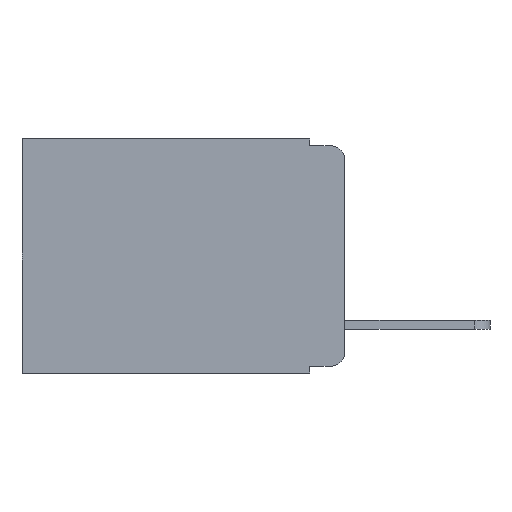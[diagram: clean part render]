
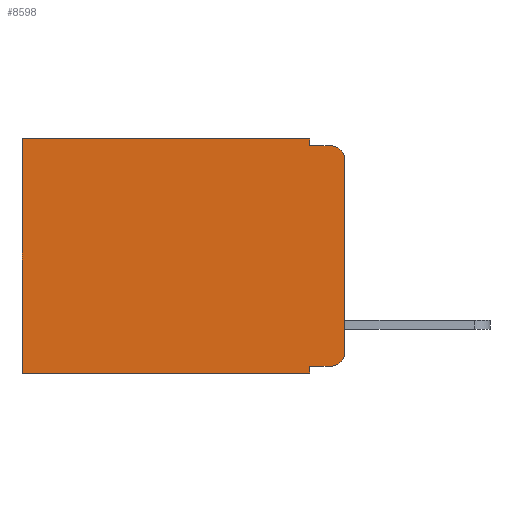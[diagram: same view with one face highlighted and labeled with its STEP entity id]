
A CAD part, left-side view. The second image highlights one B-rep face of the part: STEP entity #8598.
In plain terms, the highlighted planar face has unit normal (-1, 0, 0).
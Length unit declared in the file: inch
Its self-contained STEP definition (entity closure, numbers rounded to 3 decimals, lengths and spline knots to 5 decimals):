
#112 = LINE ( 'NONE', #7760, #14113 ) ;
#404 = EDGE_CURVE ( 'NONE', #5278, #11248, #7768, .T. ) ;
#666 = FACE_OUTER_BOUND ( 'NONE', #2603, .T. ) ;
#682 = ORIENTED_EDGE ( 'NONE', *, *, #14887, .T. ) ;
#738 = DIRECTION ( 'NONE',  ( 0., 0., -1. ) ) ;
#845 = ORIENTED_EDGE ( 'NONE', *, *, #12290, .F. ) ;
#970 = LINE ( 'NONE', #4597, #4944 ) ;
#1080 = CARTESIAN_POINT ( 'NONE',  ( 0.298, 0., 0. ) ) ;
#1346 = DIRECTION ( 'NONE',  ( 0., 1., 0. ) ) ;
#1557 = LINE ( 'NONE', #14537, #17235 ) ;
#1915 = VERTEX_POINT ( 'NONE', #11041 ) ;
#2219 = DIRECTION ( 'NONE',  ( 1., 0., 0. ) ) ;
#2434 = EDGE_CURVE ( 'NONE', #13469, #1915, #12109, .T. ) ;
#2449 = DIRECTION ( 'NONE',  ( 0., 0., -1. ) ) ;
#2603 = EDGE_LOOP ( 'NONE', ( #14920, #9842, #7159, #9674, #17093, #682, #13261, #845, #11296, #17266 ) ) ;
#2645 = VECTOR ( 'NONE', #8635, 39.37008 ) ;
#3209 = CARTESIAN_POINT ( 'NONE',  ( 0.298, 0.051, -0.333 ) ) ;
#3419 = EDGE_CURVE ( 'NONE', #14585, #1915, #16069, .T. ) ;
#3644 = AXIS2_PLACEMENT_3D ( 'NONE', #8584, #10138, #16820 ) ;
#3778 = CARTESIAN_POINT ( 'NONE',  ( 0.298, 0., -0.03 ) ) ;
#4114 = VECTOR ( 'NONE', #8391, 39.37008 ) ;
#4122 = CARTESIAN_POINT ( 'NONE',  ( 0.298, 0., -0.313 ) ) ;
#4597 = CARTESIAN_POINT ( 'NONE',  ( 0.298, 0., -0.343 ) ) ;
#4749 = VECTOR ( 'NONE', #12320, 39.37008 ) ;
#4792 = DIRECTION ( 'NONE',  ( 0., 0., -1. ) ) ;
#4944 = VECTOR ( 'NONE', #16635, 39.37008 ) ;
#4998 = CARTESIAN_POINT ( 'NONE',  ( 0.298, 0.051, -0.343 ) ) ;
#5016 = CARTESIAN_POINT ( 'NONE',  ( 0.298, 0.02, -0.03 ) ) ;
#5278 = VERTEX_POINT ( 'NONE', #8504 ) ;
#5391 = VERTEX_POINT ( 'NONE', #9610 ) ;
#5613 = VERTEX_POINT ( 'NONE', #4998 ) ;
#6235 = PLANE ( 'NONE',  #11123 ) ;
#6638 = LINE ( 'NONE', #12372, #4749 ) ;
#7159 = ORIENTED_EDGE ( 'NONE', *, *, #3419, .F. ) ;
#7347 = CARTESIAN_POINT ( 'NONE',  ( 0.298, 0.473, 0. ) ) ;
#7656 = EDGE_CURVE ( 'NONE', #13469, #14748, #112, .T. ) ;
#7699 = DIRECTION ( 'NONE',  ( 0., 0., -1. ) ) ;
#7760 = CARTESIAN_POINT ( 'NONE',  ( 0.298, 0., 0. ) ) ;
#7768 = LINE ( 'NONE', #8546, #14699 ) ;
#7878 = LINE ( 'NONE', #7347, #8709 ) ;
#8391 = DIRECTION ( 'NONE',  ( 0., -1., 0. ) ) ;
#8477 = LINE ( 'NONE', #16732, #2645 ) ;
#8504 = CARTESIAN_POINT ( 'NONE',  ( 0.298, 0.051, 0. ) ) ;
#8546 = CARTESIAN_POINT ( 'NONE',  ( 0.298, 0., 0. ) ) ;
#8584 = CARTESIAN_POINT ( 'NONE',  ( 0.298, 0.02, -0.313 ) ) ;
#8598 = ADVANCED_FACE ( 'NONE', ( #666 ), #6235, .F. ) ;
#8635 = DIRECTION ( 'NONE',  ( 0., 0., -1. ) ) ;
#8709 = VECTOR ( 'NONE', #4792, 39.37008 ) ;
#9124 = CARTESIAN_POINT ( 'NONE',  ( 0.298, 0.473, -0.343 ) ) ;
#9610 = CARTESIAN_POINT ( 'NONE',  ( 0.298, 0.02, -0.333 ) ) ;
#9626 = VERTEX_POINT ( 'NONE', #9124 ) ;
#9674 = ORIENTED_EDGE ( 'NONE', *, *, #16873, .F. ) ;
#9842 = ORIENTED_EDGE ( 'NONE', *, *, #2434, .T. ) ;
#10138 = DIRECTION ( 'NONE',  ( -1., 0., 0. ) ) ;
#10195 = CIRCLE ( 'NONE', #3644, 0.02 ) ;
#10370 = AXIS2_PLACEMENT_3D ( 'NONE', #5016, #10398, #7699 ) ;
#10398 = DIRECTION ( 'NONE',  ( -1., 0., 0. ) ) ;
#11005 = EDGE_CURVE ( 'NONE', #5391, #14748, #10195, .T. ) ;
#11026 = CARTESIAN_POINT ( 'NONE',  ( 0.298, 0.051, -0.01 ) ) ;
#11041 = CARTESIAN_POINT ( 'NONE',  ( 0.298, 0.02, -0.01 ) ) ;
#11123 = AXIS2_PLACEMENT_3D ( 'NONE', #1080, #2219, #2449 ) ;
#11248 = VERTEX_POINT ( 'NONE', #17374 ) ;
#11296 = ORIENTED_EDGE ( 'NONE', *, *, #14215, .T. ) ;
#12109 = CIRCLE ( 'NONE', #10370, 0.02 ) ;
#12290 = EDGE_CURVE ( 'NONE', #15824, #5613, #8477, .T. ) ;
#12320 = DIRECTION ( 'NONE',  ( 0., -1., 0. ) ) ;
#12372 = CARTESIAN_POINT ( 'NONE',  ( 0.298, 0.051, -0.333 ) ) ;
#13261 = ORIENTED_EDGE ( 'NONE', *, *, #14316, .F. ) ;
#13469 = VERTEX_POINT ( 'NONE', #3778 ) ;
#14113 = VECTOR ( 'NONE', #738, 39.37008 ) ;
#14215 = EDGE_CURVE ( 'NONE', #15824, #5391, #6638, .T. ) ;
#14316 = EDGE_CURVE ( 'NONE', #5613, #9626, #970, .T. ) ;
#14537 = CARTESIAN_POINT ( 'NONE',  ( 0.298, 0.051, 0. ) ) ;
#14585 = VERTEX_POINT ( 'NONE', #14934 ) ;
#14699 = VECTOR ( 'NONE', #1346, 39.37008 ) ;
#14748 = VERTEX_POINT ( 'NONE', #4122 ) ;
#14887 = EDGE_CURVE ( 'NONE', #11248, #9626, #7878, .T. ) ;
#14920 = ORIENTED_EDGE ( 'NONE', *, *, #7656, .F. ) ;
#14934 = CARTESIAN_POINT ( 'NONE',  ( 0.298, 0.051, -0.01 ) ) ;
#15824 = VERTEX_POINT ( 'NONE', #3209 ) ;
#16069 = LINE ( 'NONE', #11026, #4114 ) ;
#16635 = DIRECTION ( 'NONE',  ( 0., 1., 0. ) ) ;
#16732 = CARTESIAN_POINT ( 'NONE',  ( 0.298, 0.051, 0. ) ) ;
#16820 = DIRECTION ( 'NONE',  ( 0., 0., -1. ) ) ;
#16873 = EDGE_CURVE ( 'NONE', #5278, #14585, #1557, .T. ) ;
#17093 = ORIENTED_EDGE ( 'NONE', *, *, #404, .T. ) ;
#17231 = DIRECTION ( 'NONE',  ( 0., 0., -1. ) ) ;
#17235 = VECTOR ( 'NONE', #17231, 39.37008 ) ;
#17266 = ORIENTED_EDGE ( 'NONE', *, *, #11005, .T. ) ;
#17374 = CARTESIAN_POINT ( 'NONE',  ( 0.298, 0.473, 0. ) ) ;
